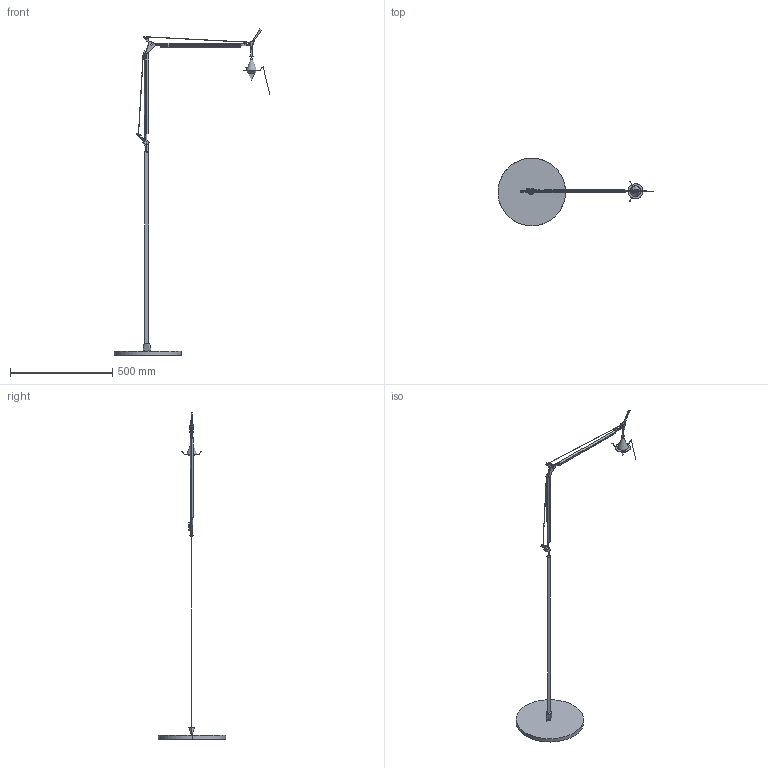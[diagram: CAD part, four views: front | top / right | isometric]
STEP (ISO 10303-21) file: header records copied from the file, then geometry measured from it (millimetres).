
FILE_DESCRIPTION(/* description */ (''),/* implementation_level */ '2;1');
FILE_NAME(/* name */ 'tolomeo basculante terra',/* time_stamp */ '2016-05-18T09:45:41+02:00',/* author */ (''),/* organization */ (''),/* preprocessor_version */ 'ST-DEVELOPER v10',/* originating_system */ '',/* authorisation */ '');
FILE_SCHEMA (('CONFIG_CONTROL_DESIGN'));
Length unit declared in the file: centimetre
Products named in the file (1): 1
Bounding box: 762.88 x 329.6 x 1597.51 mm (x, y, z)
Volume: 1765772 mm3; surface area: 496555.2 mm2
Topology: 13 solids, 33 shells, 638 faces, 1785 edges, 1165 vertices
Faces by surface type: bspline 485, plane 153
Entity records: 28148 total; most frequent: CARTESIAN_POINT 18474, ORIENTED_EDGE 3237, EDGE_CURVE 1715, VERTEX_POINT 1109, B_SPLINE_CURVE_WITH_KNOTS 851, EDGE_LOOP 670, ADVANCED_FACE 638, FACE_OUTER_BOUND 638
